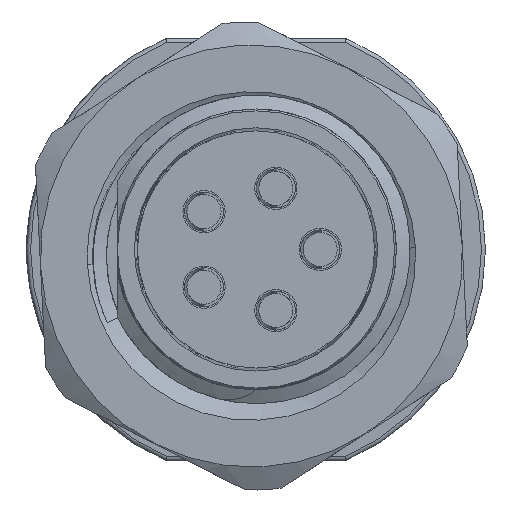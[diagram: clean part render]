
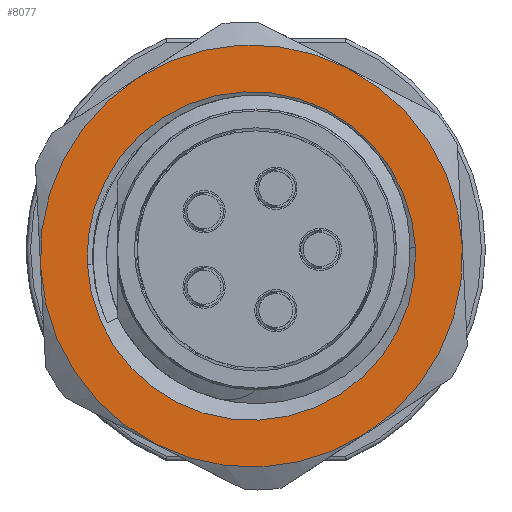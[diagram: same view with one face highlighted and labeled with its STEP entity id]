
A CAD part, left-side view. The second image highlights one B-rep face of the part: STEP entity #8077.
In plain terms, the highlighted planar face has unit normal (-1, 0, 0).
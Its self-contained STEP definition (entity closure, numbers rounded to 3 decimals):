
#953=CARTESIAN_POINT('',(-5.5,5.494,-10.592));
#955=CARTESIAN_POINT('',(-5.5,-5.991,
-10.016));
#982=CARTESIAN_POINT('',(-5.5,11.736,
-0.933));
#1015=CARTESIAN_POINT('',(-5.5,6.491,9.302));
#1044=CARTESIAN_POINT('',(-5.5,-4.994,
9.877));
#1073=CARTESIAN_POINT('',(-5.5,-11.236,
0.218));
#1129=CARTESIAN_POINT('',(-5.5,0.25,-0.357));
#1130=DIRECTION('',(1.,0.,0.));
#1131=DIRECTION('',(0.,-0.456,0.89));
#1132=AXIS2_PLACEMENT_3D('',#1129,#1130,#1131);
#1134=CARTESIAN_POINT('',(-5.5,0.25,-0.357));
#1135=DIRECTION('',(1.,0.,0.));
#1136=DIRECTION('',(0.,-0.999,0.05));
#1137=AXIS2_PLACEMENT_3D('',#1134,#1135,#1136);
#1139=CARTESIAN_POINT('',(-5.5,0.25,-0.357));
#1140=DIRECTION('',(1.,0.,0.));
#1141=DIRECTION('',(0.,-0.543,-0.84));
#1142=AXIS2_PLACEMENT_3D('',#1139,#1140,#1141);
#1144=CARTESIAN_POINT('',(-5.5,0.25,-0.357));
#1145=DIRECTION('',(1.,0.,0.));
#1146=DIRECTION('',(0.,0.456,-0.89));
#1147=AXIS2_PLACEMENT_3D('',#1144,#1145,#1146);
#1149=CARTESIAN_POINT('',(-5.5,0.25,-0.357));
#1150=DIRECTION('',(1.,0.,0.));
#1151=DIRECTION('',(0.,0.999,-0.05));
#1152=AXIS2_PLACEMENT_3D('',#1149,#1150,#1151);
#1154=CARTESIAN_POINT('',(-5.5,0.25,-0.357));
#1155=DIRECTION('',(1.,0.,0.));
#1156=DIRECTION('',(0.,0.543,0.84));
#1157=AXIS2_PLACEMENT_3D('',#1154,#1155,#1156);
#1159=CARTESIAN_POINT('',(-5.5,0.25,-0.357));
#1160=DIRECTION('',(-1.,0.,0.));
#1161=DIRECTION('',(0.,0.999,-0.05));
#1162=AXIS2_PLACEMENT_3D('',#1159,#1160,#1161);
#1164=CARTESIAN_POINT('',(-5.5,0.25,-0.357));
#1165=DIRECTION('',(-1.,0.,0.));
#1166=DIRECTION('',(0.,-0.999,0.05));
#1167=AXIS2_PLACEMENT_3D('',#1164,#1165,#1166);
#5710=VERTEX_POINT('',#953);
#5711=VERTEX_POINT('',#955);
#5716=VERTEX_POINT('',#982);
#5721=VERTEX_POINT('',#1015);
#5726=VERTEX_POINT('',#1044);
#5731=VERTEX_POINT('',#1073);
#5736=CARTESIAN_POINT('',(-5.5,9.189,
-0.805));
#5737=CARTESIAN_POINT('',(-5.5,-8.689,
0.091));
#5738=VERTEX_POINT('',#5736);
#5739=VERTEX_POINT('',#5737);
#8058=CARTESIAN_POINT('',(-5.5,0.25,-0.357));
#8059=DIRECTION('',(1.,0.,0.));
#8060=DIRECTION('',(0.,0.999,-0.05));
#8061=AXIS2_PLACEMENT_3D('',#8058,#8059,#8060);
#8062=PLANE('',#8061);
#8063=ORIENTED_EDGE('',*,*,#7998,.T.);
#8064=ORIENTED_EDGE('',*,*,#8052,.T.);
#8065=ORIENTED_EDGE('',*,*,#7826,.T.);
#8066=ORIENTED_EDGE('',*,*,#7869,.T.);
#8067=ORIENTED_EDGE('',*,*,#7912,.T.);
#8068=ORIENTED_EDGE('',*,*,#7955,.T.);
#8069=EDGE_LOOP('',(#8063,#8064,#8065,#8066,#8067,#8068));
#8070=FACE_OUTER_BOUND('',#8069,.F.);
#8072=ORIENTED_EDGE('',*,*,#8071,.T.);
#8074=ORIENTED_EDGE('',*,*,#8073,.T.);
#8075=EDGE_LOOP('',(#8072,#8074));
#8076=FACE_BOUND('',#8075,.F.);
#1133=CIRCLE('',#1132,11.5);
#1138=CIRCLE('',#1137,11.5);
#1143=CIRCLE('',#1142,11.5);
#1148=CIRCLE('',#1147,11.5);
#1153=CIRCLE('',#1152,11.5);
#1158=CIRCLE('',#1157,11.5);
#1163=CIRCLE('',#1162,8.95);
#1168=CIRCLE('',#1167,8.95);
#7826=EDGE_CURVE('',#5711,#5710,#1143,.T.);
#7869=EDGE_CURVE('',#5710,#5716,#1148,.T.);
#7912=EDGE_CURVE('',#5716,#5721,#1153,.T.);
#7955=EDGE_CURVE('',#5721,#5726,#1158,.T.);
#7998=EDGE_CURVE('',#5726,#5731,#1133,.T.);
#8052=EDGE_CURVE('',#5731,#5711,#1138,.T.);
#8071=EDGE_CURVE('',#5738,#5739,#1163,.T.);
#8073=EDGE_CURVE('',#5739,#5738,#1168,.T.);
#8077=ADVANCED_FACE('',(#8070,#8076),#8062,.F.);
